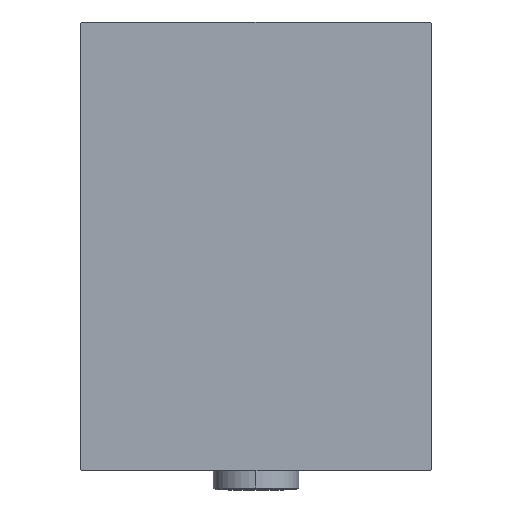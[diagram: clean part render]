
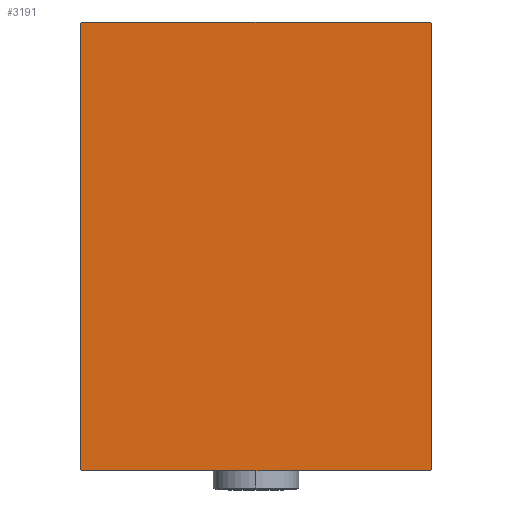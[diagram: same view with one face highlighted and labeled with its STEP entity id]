
A CAD part, left-side view. The second image highlights one B-rep face of the part: STEP entity #3191.
In plain terms, the highlighted face is planar.
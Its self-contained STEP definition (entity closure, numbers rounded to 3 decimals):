
#611 = VERTEX_POINT ( 'NONE', #16225 ) ;
#940 = DIRECTION ( 'NONE',  ( 1., 0., 0. ) ) ;
#1107 = ORIENTED_EDGE ( 'NONE', *, *, #8242, .T. ) ;
#1633 = CARTESIAN_POINT ( 'NONE',  ( 138., 45., 57.2 ) ) ;
#2158 = ORIENTED_EDGE ( 'NONE', *, *, #10234, .T. ) ;
#3155 = DIRECTION ( 'NONE',  ( 0., -1., 0. ) ) ;
#3191 = ADVANCED_FACE ( 'NONE', ( #10746 ), #25166, .T. ) ;
#3330 = VERTEX_POINT ( 'NONE', #1633 ) ;
#3852 = CARTESIAN_POINT ( 'NONE',  ( 138., 45., 57.5 ) ) ;
#3975 = DIRECTION ( 'NONE',  ( 0., 0., -1. ) ) ;
#4202 = DIRECTION ( 'NONE',  ( 0., 0., -1. ) ) ;
#4492 = CARTESIAN_POINT ( 'NONE',  ( 138., -51.1, 51.1 ) ) ;
#4602 = CARTESIAN_POINT ( 'NONE',  ( 138., 44.7, -57.5 ) ) ;
#5554 = EDGE_CURVE ( 'NONE', #8632, #6914, #8170, .T. ) ;
#6410 = LINE ( 'NONE', #20627, #18586 ) ;
#6914 = VERTEX_POINT ( 'NONE', #25086 ) ;
#8170 = LINE ( 'NONE', #8394, #10279 ) ;
#8242 = EDGE_CURVE ( 'NONE', #3330, #45456, #31293, .T. ) ;
#8394 = CARTESIAN_POINT ( 'NONE',  ( 138., -45., 57.5 ) ) ;
#8632 = VERTEX_POINT ( 'NONE', #40283 ) ;
#8839 = LINE ( 'NONE', #29561, #28028 ) ;
#9318 = CARTESIAN_POINT ( 'NONE',  ( 138., 45., -57.2 ) ) ;
#10227 = VECTOR ( 'NONE', #11260, 1000. ) ;
#10234 = EDGE_CURVE ( 'NONE', #22276, #8632, #29176, .T. ) ;
#10279 = VECTOR ( 'NONE', #4202, 1000. ) ;
#10746 = FACE_OUTER_BOUND ( 'NONE', #28177, .T. ) ;
#11260 = DIRECTION ( 'NONE',  ( 0., 0.707, -0.707 ) ) ;
#11301 = VECTOR ( 'NONE', #29866, 1000. ) ;
#13601 = DIRECTION ( 'NONE',  ( 0., -0.707, 0.707 ) ) ;
#14270 = EDGE_CURVE ( 'NONE', #38711, #30409, #8839, .T. ) ;
#14826 = EDGE_CURVE ( 'NONE', #6914, #611, #39430, .T. ) ;
#15756 = ORIENTED_EDGE ( 'NONE', *, *, #14826, .T. ) ;
#15843 = DIRECTION ( 'NONE',  ( 0., 0.707, 0.707 ) ) ;
#16225 = CARTESIAN_POINT ( 'NONE',  ( 138., -44.7, -57.5 ) ) ;
#16837 = ORIENTED_EDGE ( 'NONE', *, *, #24742, .T. ) ;
#17067 = ORIENTED_EDGE ( 'NONE', *, *, #5554, .T. ) ;
#17306 = ORIENTED_EDGE ( 'NONE', *, *, #28894, .T. ) ;
#18586 = VECTOR ( 'NONE', #45311, 1000. ) ;
#19013 = LINE ( 'NONE', #43461, #24476 ) ;
#20627 = CARTESIAN_POINT ( 'NONE',  ( 138., -45., -57.5 ) ) ;
#22276 = VERTEX_POINT ( 'NONE', #24840 ) ;
#24476 = VECTOR ( 'NONE', #40198, 1000. ) ;
#24742 = EDGE_CURVE ( 'NONE', #611, #38711, #6410, .T. ) ;
#24754 = CARTESIAN_POINT ( 'NONE',  ( 138., -51.1, -51.1 ) ) ;
#24840 = CARTESIAN_POINT ( 'NONE',  ( 138., -44.7, 57.5 ) ) ;
#25086 = CARTESIAN_POINT ( 'NONE',  ( 138., -45., -57.2 ) ) ;
#25166 = PLANE ( 'NONE',  #30287 ) ;
#27062 = ORIENTED_EDGE ( 'NONE', *, *, #44277, .T. ) ;
#28028 = VECTOR ( 'NONE', #15843, 1000. ) ;
#28177 = EDGE_LOOP ( 'NONE', ( #16837, #43763, #27062, #1107, #17306, #2158, #17067, #15756 ) ) ;
#28894 = EDGE_CURVE ( 'NONE', #45456, #22276, #35774, .T. ) ;
#29176 = LINE ( 'NONE', #4492, #11301 ) ;
#29561 = CARTESIAN_POINT ( 'NONE',  ( 138., 51.1, -51.1 ) ) ;
#29866 = DIRECTION ( 'NONE',  ( 0., -0.707, -0.707 ) ) ;
#30287 = AXIS2_PLACEMENT_3D ( 'NONE', #32172, #940, #3975 ) ;
#30409 = VERTEX_POINT ( 'NONE', #9318 ) ;
#31293 = LINE ( 'NONE', #45483, #34242 ) ;
#31898 = CARTESIAN_POINT ( 'NONE',  ( 138., 44.7, 57.5 ) ) ;
#32172 = CARTESIAN_POINT ( 'NONE',  ( 138., 0., 0. ) ) ;
#34242 = VECTOR ( 'NONE', #13601, 1000. ) ;
#35774 = LINE ( 'NONE', #3852, #41987 ) ;
#38711 = VERTEX_POINT ( 'NONE', #4602 ) ;
#39430 = LINE ( 'NONE', #24754, #10227 ) ;
#40198 = DIRECTION ( 'NONE',  ( 0., 0., 1. ) ) ;
#40283 = CARTESIAN_POINT ( 'NONE',  ( 138., -45., 57.2 ) ) ;
#41987 = VECTOR ( 'NONE', #3155, 1000. ) ;
#43461 = CARTESIAN_POINT ( 'NONE',  ( 138., 45., -57.5 ) ) ;
#43763 = ORIENTED_EDGE ( 'NONE', *, *, #14270, .T. ) ;
#44277 = EDGE_CURVE ( 'NONE', #30409, #3330, #19013, .T. ) ;
#45311 = DIRECTION ( 'NONE',  ( 0., 1., 0. ) ) ;
#45456 = VERTEX_POINT ( 'NONE', #31898 ) ;
#45483 = CARTESIAN_POINT ( 'NONE',  ( 138., 51.1, 51.1 ) ) ;
